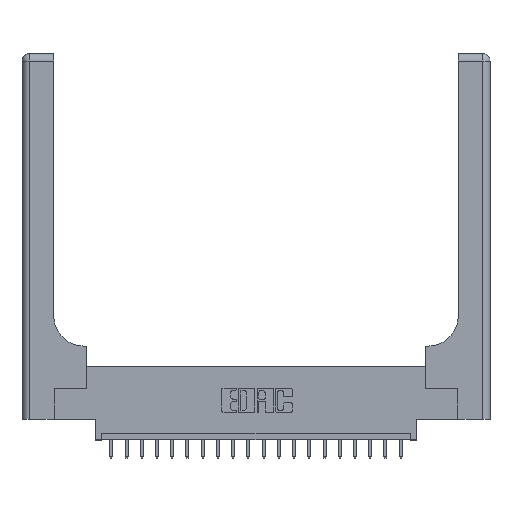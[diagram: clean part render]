
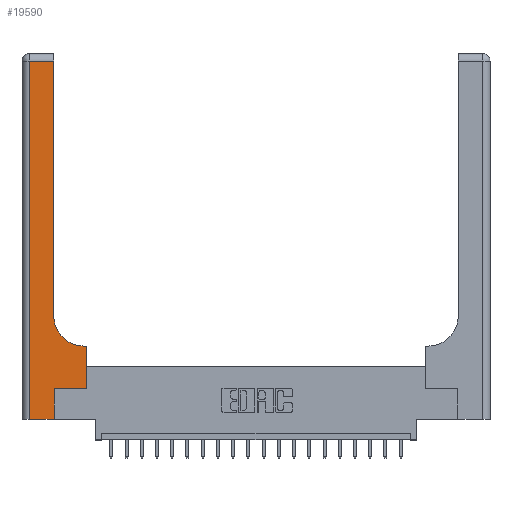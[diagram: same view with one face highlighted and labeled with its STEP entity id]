
A CAD part, top view. The second image highlights one B-rep face of the part: STEP entity #19590.
In plain terms, the highlighted planar face has unit normal (0, 0, 1).
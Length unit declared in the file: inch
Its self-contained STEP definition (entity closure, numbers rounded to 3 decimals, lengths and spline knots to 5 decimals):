
#125 = DIRECTION ( 'NONE',  ( -1., 0., 0. ) ) ;
#187 = ORIENTED_EDGE ( 'NONE', *, *, #8393, .T. ) ;
#199 = DIRECTION ( 'NONE',  ( 1., 0., 0. ) ) ;
#644 = ORIENTED_EDGE ( 'NONE', *, *, #9188, .T. ) ;
#901 = EDGE_CURVE ( 'NONE', #6673, #7813, #19901, .T. ) ;
#1307 = CARTESIAN_POINT ( 'NONE',  ( 0.06, 2.94, 0.37 ) ) ;
#1412 = CIRCLE ( 'NONE', #18796, 0.25 ) ;
#1478 = CARTESIAN_POINT ( 'NONE',  ( 0.528, 0.25, 0.37 ) ) ;
#1716 = LINE ( 'NONE', #9721, #8108 ) ;
#1744 = CARTESIAN_POINT ( 'NONE',  ( 0.26, 0.6, 0.37 ) ) ;
#1917 = VECTOR ( 'NONE', #15990, 39.37008 ) ;
#1958 = VECTOR ( 'NONE', #9979, 39.37008 ) ;
#1968 = ORIENTED_EDGE ( 'NONE', *, *, #5556, .T. ) ;
#2079 = CARTESIAN_POINT ( 'NONE',  ( 0., 2.94, 0.37 ) ) ;
#2323 = VECTOR ( 'NONE', #16659, 39.37008 ) ;
#3426 = CARTESIAN_POINT ( 'NONE',  ( 0.265, 0.25, 0.37 ) ) ;
#3503 = DIRECTION ( 'NONE',  ( 0., 0., -1. ) ) ;
#4202 = CARTESIAN_POINT ( 'NONE',  ( 0.26, 0.85, 0.37 ) ) ;
#4542 = ORIENTED_EDGE ( 'NONE', *, *, #11383, .T. ) ;
#4739 = CARTESIAN_POINT ( 'NONE',  ( 0.51, 0.6, 0.37 ) ) ;
#4885 = CARTESIAN_POINT ( 'NONE',  ( 0.265, 0., 0.37 ) ) ;
#5154 = FACE_OUTER_BOUND ( 'NONE', #11465, .T. ) ;
#5231 = LINE ( 'NONE', #11634, #2323 ) ;
#5332 = VERTEX_POINT ( 'NONE', #1307 ) ;
#5396 = VECTOR ( 'NONE', #20749, 39.37008 ) ;
#5539 = VERTEX_POINT ( 'NONE', #3426 ) ;
#5556 = EDGE_CURVE ( 'NONE', #7583, #18100, #19566, .T. ) ;
#6568 = EDGE_CURVE ( 'NONE', #18100, #5539, #12893, .T. ) ;
#6652 = DIRECTION ( 'NONE',  ( 0., 1., 0. ) ) ;
#6673 = VERTEX_POINT ( 'NONE', #1478 ) ;
#6810 = DIRECTION ( 'NONE',  ( 1., 0., 0. ) ) ;
#7322 = ORIENTED_EDGE ( 'NONE', *, *, #901, .T. ) ;
#7370 = VERTEX_POINT ( 'NONE', #13705 ) ;
#7546 = ORIENTED_EDGE ( 'NONE', *, *, #19453, .T. ) ;
#7577 = ORIENTED_EDGE ( 'NONE', *, *, #6568, .T. ) ;
#7583 = VERTEX_POINT ( 'NONE', #16473 ) ;
#7813 = VERTEX_POINT ( 'NONE', #15178 ) ;
#8108 = VECTOR ( 'NONE', #199, 39.37008 ) ;
#8393 = EDGE_CURVE ( 'NONE', #7370, #5332, #13290, .T. ) ;
#8555 = CARTESIAN_POINT ( 'NONE',  ( 0.528, 0.25, 0.37 ) ) ;
#8756 = VECTOR ( 'NONE', #6652, 39.37008 ) ;
#9126 = DIRECTION ( 'NONE',  ( 1., 0., 0. ) ) ;
#9188 = EDGE_CURVE ( 'NONE', #16665, #7370, #5231, .T. ) ;
#9721 = CARTESIAN_POINT ( 'NONE',  ( 0.265, 0.25, 0.37 ) ) ;
#9909 = CARTESIAN_POINT ( 'NONE',  ( 0.51, 0.85, 0.37 ) ) ;
#9979 = DIRECTION ( 'NONE',  ( -1., 0., 0. ) ) ;
#10662 = AXIS2_PLACEMENT_3D ( 'NONE', #18401, #18191, #125 ) ;
#10771 = ORIENTED_EDGE ( 'NONE', *, *, #17350, .T. ) ;
#10794 = LINE ( 'NONE', #14313, #5396 ) ;
#10994 = ORIENTED_EDGE ( 'NONE', *, *, #11528, .T. ) ;
#11383 = EDGE_CURVE ( 'NONE', #5332, #7583, #10794, .T. ) ;
#11465 = EDGE_LOOP ( 'NONE', ( #644, #187, #4542, #1968, #7577, #10994, #7322, #7546, #10771 ) ) ;
#11528 = EDGE_CURVE ( 'NONE', #5539, #6673, #1716, .T. ) ;
#11634 = CARTESIAN_POINT ( 'NONE',  ( 0.26, 3., 0.37 ) ) ;
#11660 = PLANE ( 'NONE',  #10662 ) ;
#12893 = LINE ( 'NONE', #4885, #1917 ) ;
#12923 = CARTESIAN_POINT ( 'NONE',  ( 0.265, 0., 0.37 ) ) ;
#13290 = LINE ( 'NONE', #2079, #1958 ) ;
#13705 = CARTESIAN_POINT ( 'NONE',  ( 0.26, 2.94, 0.37 ) ) ;
#13933 = VERTEX_POINT ( 'NONE', #4739 ) ;
#14313 = CARTESIAN_POINT ( 'NONE',  ( 0.06, 3., 0.37 ) ) ;
#15178 = CARTESIAN_POINT ( 'NONE',  ( 0.528, 0.6, 0.37 ) ) ;
#15516 = VECTOR ( 'NONE', #9126, 39.37008 ) ;
#15990 = DIRECTION ( 'NONE',  ( 0., 1., 0. ) ) ;
#16157 = LINE ( 'NONE', #1744, #19543 ) ;
#16264 = DIRECTION ( 'NONE',  ( -1., 0., 0. ) ) ;
#16456 = CARTESIAN_POINT ( 'NONE',  ( 0., 0., 0.37 ) ) ;
#16473 = CARTESIAN_POINT ( 'NONE',  ( 0.06, 0., 0.37 ) ) ;
#16659 = DIRECTION ( 'NONE',  ( 0., 1., 0. ) ) ;
#16665 = VERTEX_POINT ( 'NONE', #4202 ) ;
#17350 = EDGE_CURVE ( 'NONE', #13933, #16665, #1412, .T. ) ;
#18100 = VERTEX_POINT ( 'NONE', #12923 ) ;
#18191 = DIRECTION ( 'NONE',  ( 0., 0., -1. ) ) ;
#18401 = CARTESIAN_POINT ( 'NONE',  ( 0., 3., 0.37 ) ) ;
#18796 = AXIS2_PLACEMENT_3D ( 'NONE', #9909, #3503, #6810 ) ;
#19453 = EDGE_CURVE ( 'NONE', #7813, #13933, #16157, .T. ) ;
#19543 = VECTOR ( 'NONE', #16264, 39.37008 ) ;
#19566 = LINE ( 'NONE', #16456, #15516 ) ;
#19590 = ADVANCED_FACE ( 'NONE', ( #5154 ), #11660, .F. ) ;
#19901 = LINE ( 'NONE', #8555, #8756 ) ;
#20749 = DIRECTION ( 'NONE',  ( 0., -1., 0. ) ) ;
